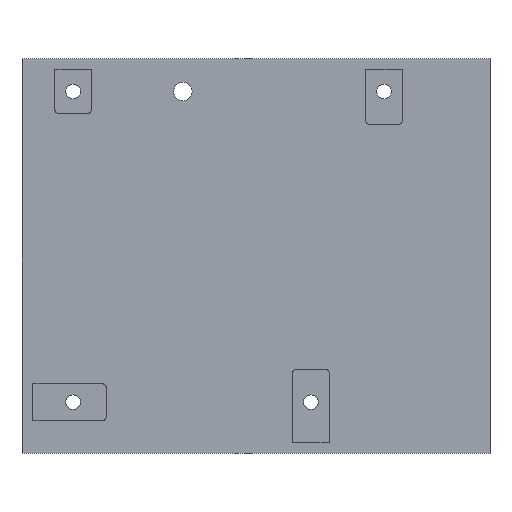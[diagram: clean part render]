
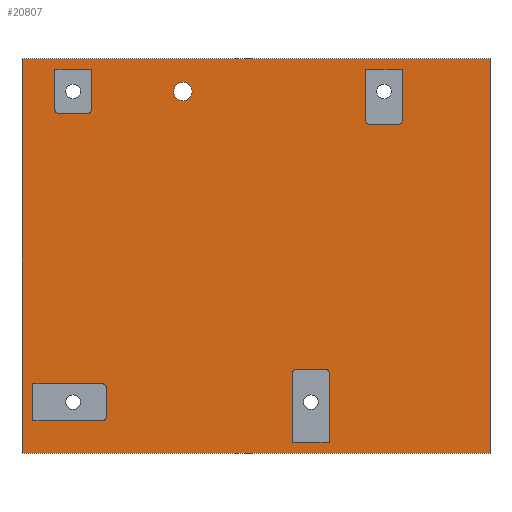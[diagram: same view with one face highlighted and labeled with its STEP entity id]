
A CAD part, top view. The second image highlights one B-rep face of the part: STEP entity #20807.
In plain terms, the highlighted planar face has unit normal (0, 0, 1).
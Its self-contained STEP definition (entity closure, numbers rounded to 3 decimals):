
#117=FACE_BOUND('',#5077,.T.);
#118=FACE_BOUND('',#5078,.T.);
#119=FACE_BOUND('',#5079,.T.);
#120=FACE_BOUND('',#5080,.T.);
#121=FACE_BOUND('',#5081,.T.);
#469=PLANE('',#21225);
#3864=FACE_OUTER_BOUND('',#5076,.T.);
#5076=EDGE_LOOP('',(#19642,#19643,#19644,#19645));
#5077=EDGE_LOOP('',(#19646));
#5078=EDGE_LOOP('',(#19647,#19648,#19649,#19650,#19651,#19652));
#5079=EDGE_LOOP('',(#19653,#19654,#19655,#19656,#19657,#19658));
#5080=EDGE_LOOP('',(#19659,#19660,#19661,#19662,#19663,#19664));
#5081=EDGE_LOOP('',(#19665,#19666,#19667,#19668,#19669,#19670));
#6583=LINE('',#42621,#8149);
#6587=LINE('',#42633,#8153);
#6590=LINE('',#42639,#8156);
#6593=LINE('',#42644,#8159);
#6597=LINE('',#42660,#8163);
#6601=LINE('',#42672,#8167);
#6604=LINE('',#42678,#8170);
#6607=LINE('',#42683,#8173);
#6611=LINE('',#42699,#8177);
#6615=LINE('',#42711,#8181);
#6618=LINE('',#42717,#8184);
#6621=LINE('',#42722,#8187);
#6625=LINE('',#42738,#8191);
#6629=LINE('',#42750,#8195);
#6632=LINE('',#42756,#8198);
#6635=LINE('',#42761,#8201);
#6642=LINE('',#42778,#8208);
#6644=LINE('',#42782,#8210);
#6646=LINE('',#42786,#8212);
#6648=LINE('',#42789,#8214);
#8149=VECTOR('',#23429,10.);
#8153=VECTOR('',#23441,10.);
#8156=VECTOR('',#23446,10.);
#8159=VECTOR('',#23451,10.);
#8163=VECTOR('',#23467,10.);
#8167=VECTOR('',#23479,10.);
#8170=VECTOR('',#23484,10.);
#8173=VECTOR('',#23489,10.);
#8177=VECTOR('',#23505,10.);
#8181=VECTOR('',#23517,10.);
#8184=VECTOR('',#23522,10.);
#8187=VECTOR('',#23527,10.);
#8191=VECTOR('',#23543,10.);
#8195=VECTOR('',#23555,10.);
#8198=VECTOR('',#23560,10.);
#8201=VECTOR('',#23565,10.);
#8208=VECTOR('',#23586,10.);
#8210=VECTOR('',#23590,10.);
#8212=VECTOR('',#23594,10.);
#8214=VECTOR('',#23598,10.);
#8231=CIRCLE('',#21168,2.5);
#8232=CIRCLE('',#21170,1.);
#8234=CIRCLE('',#21174,1.);
#8237=CIRCLE('',#21182,1.);
#8239=CIRCLE('',#21186,1.);
#8242=CIRCLE('',#21194,1.);
#8244=CIRCLE('',#21198,1.);
#8247=CIRCLE('',#21206,1.);
#8249=CIRCLE('',#21210,1.);
#10273=VERTEX_POINT('',#42607);
#10274=VERTEX_POINT('',#42611);
#10275=VERTEX_POINT('',#42612);
#10278=VERTEX_POINT('',#42620);
#10280=VERTEX_POINT('',#42626);
#10282=VERTEX_POINT('',#42632);
#10284=VERTEX_POINT('',#42638);
#10287=VERTEX_POINT('',#42650);
#10288=VERTEX_POINT('',#42651);
#10291=VERTEX_POINT('',#42659);
#10293=VERTEX_POINT('',#42665);
#10295=VERTEX_POINT('',#42671);
#10297=VERTEX_POINT('',#42677);
#10300=VERTEX_POINT('',#42689);
#10301=VERTEX_POINT('',#42690);
#10304=VERTEX_POINT('',#42698);
#10306=VERTEX_POINT('',#42704);
#10308=VERTEX_POINT('',#42710);
#10310=VERTEX_POINT('',#42716);
#10313=VERTEX_POINT('',#42728);
#10314=VERTEX_POINT('',#42729);
#10317=VERTEX_POINT('',#42737);
#10319=VERTEX_POINT('',#42743);
#10321=VERTEX_POINT('',#42749);
#10323=VERTEX_POINT('',#42755);
#10326=VERTEX_POINT('',#42775);
#10327=VERTEX_POINT('',#42777);
#10328=VERTEX_POINT('',#42781);
#10329=VERTEX_POINT('',#42785);
#13358=EDGE_CURVE('',#10273,#10273,#8231,.T.);
#13359=EDGE_CURVE('',#10274,#10275,#8232,.T.);
#13363=EDGE_CURVE('',#10278,#10274,#6583,.T.);
#13366=EDGE_CURVE('',#10280,#10278,#8234,.T.);
#13369=EDGE_CURVE('',#10275,#10282,#6587,.T.);
#13372=EDGE_CURVE('',#10282,#10284,#6590,.T.);
#13375=EDGE_CURVE('',#10284,#10280,#6593,.T.);
#13378=EDGE_CURVE('',#10287,#10288,#8237,.T.);
#13382=EDGE_CURVE('',#10291,#10287,#6597,.T.);
#13385=EDGE_CURVE('',#10293,#10291,#8239,.T.);
#13388=EDGE_CURVE('',#10288,#10295,#6601,.T.);
#13391=EDGE_CURVE('',#10295,#10297,#6604,.T.);
#13394=EDGE_CURVE('',#10297,#10293,#6607,.T.);
#13397=EDGE_CURVE('',#10300,#10301,#8242,.T.);
#13401=EDGE_CURVE('',#10304,#10300,#6611,.T.);
#13404=EDGE_CURVE('',#10306,#10304,#8244,.T.);
#13407=EDGE_CURVE('',#10301,#10308,#6615,.T.);
#13410=EDGE_CURVE('',#10308,#10310,#6618,.T.);
#13413=EDGE_CURVE('',#10310,#10306,#6621,.T.);
#13416=EDGE_CURVE('',#10313,#10314,#8247,.T.);
#13420=EDGE_CURVE('',#10317,#10313,#6625,.T.);
#13423=EDGE_CURVE('',#10319,#10317,#8249,.T.);
#13426=EDGE_CURVE('',#10314,#10321,#6629,.T.);
#13429=EDGE_CURVE('',#10321,#10323,#6632,.T.);
#13432=EDGE_CURVE('',#10323,#10319,#6635,.T.);
#13440=EDGE_CURVE('',#10327,#10326,#6642,.T.);
#13442=EDGE_CURVE('',#10328,#10327,#6644,.T.);
#13444=EDGE_CURVE('',#10329,#10328,#6646,.T.);
#13446=EDGE_CURVE('',#10326,#10329,#6648,.T.);
#19642=ORIENTED_EDGE('',*,*,#13446,.T.);
#19643=ORIENTED_EDGE('',*,*,#13444,.T.);
#19644=ORIENTED_EDGE('',*,*,#13442,.T.);
#19645=ORIENTED_EDGE('',*,*,#13440,.T.);
#19646=ORIENTED_EDGE('',*,*,#13358,.T.);
#19647=ORIENTED_EDGE('',*,*,#13366,.T.);
#19648=ORIENTED_EDGE('',*,*,#13363,.T.);
#19649=ORIENTED_EDGE('',*,*,#13359,.T.);
#19650=ORIENTED_EDGE('',*,*,#13369,.T.);
#19651=ORIENTED_EDGE('',*,*,#13372,.T.);
#19652=ORIENTED_EDGE('',*,*,#13375,.T.);
#19653=ORIENTED_EDGE('',*,*,#13385,.T.);
#19654=ORIENTED_EDGE('',*,*,#13382,.T.);
#19655=ORIENTED_EDGE('',*,*,#13378,.T.);
#19656=ORIENTED_EDGE('',*,*,#13388,.T.);
#19657=ORIENTED_EDGE('',*,*,#13391,.T.);
#19658=ORIENTED_EDGE('',*,*,#13394,.T.);
#19659=ORIENTED_EDGE('',*,*,#13404,.T.);
#19660=ORIENTED_EDGE('',*,*,#13401,.T.);
#19661=ORIENTED_EDGE('',*,*,#13397,.T.);
#19662=ORIENTED_EDGE('',*,*,#13407,.T.);
#19663=ORIENTED_EDGE('',*,*,#13410,.T.);
#19664=ORIENTED_EDGE('',*,*,#13413,.T.);
#19665=ORIENTED_EDGE('',*,*,#13423,.T.);
#19666=ORIENTED_EDGE('',*,*,#13420,.T.);
#19667=ORIENTED_EDGE('',*,*,#13416,.T.);
#19668=ORIENTED_EDGE('',*,*,#13426,.T.);
#19669=ORIENTED_EDGE('',*,*,#13429,.T.);
#19670=ORIENTED_EDGE('',*,*,#13432,.T.);
#20807=ADVANCED_FACE('',(#3864,#117,#118,#119,#120,#121),#469,.T.);
#21168=AXIS2_PLACEMENT_3D('',#42609,#23417,#23418);
#21170=AXIS2_PLACEMENT_3D('',#42613,#23421,#23422);
#21174=AXIS2_PLACEMENT_3D('',#42627,#23434,#23435);
#21182=AXIS2_PLACEMENT_3D('',#42652,#23459,#23460);
#21186=AXIS2_PLACEMENT_3D('',#42666,#23472,#23473);
#21194=AXIS2_PLACEMENT_3D('',#42691,#23497,#23498);
#21198=AXIS2_PLACEMENT_3D('',#42705,#23510,#23511);
#21206=AXIS2_PLACEMENT_3D('',#42730,#23535,#23536);
#21210=AXIS2_PLACEMENT_3D('',#42744,#23548,#23549);
#21225=AXIS2_PLACEMENT_3D('',#42790,#23599,#23600);
#23417=DIRECTION('center_axis',(0.,0.,-1.));
#23418=DIRECTION('ref_axis',(1.,0.,0.));
#23421=DIRECTION('center_axis',(0.,0.,-1.));
#23422=DIRECTION('ref_axis',(0.,-1.,0.));
#23429=DIRECTION('',(-1.,0.,0.));
#23434=DIRECTION('center_axis',(0.,0.,-1.));
#23435=DIRECTION('ref_axis',(1.,0.,0.));
#23441=DIRECTION('',(0.,1.,0.));
#23446=DIRECTION('',(1.,0.,0.));
#23451=DIRECTION('',(0.,-1.,0.));
#23459=DIRECTION('center_axis',(0.,0.,-1.));
#23460=DIRECTION('ref_axis',(0.,-1.,0.));
#23467=DIRECTION('',(-1.,0.,0.));
#23472=DIRECTION('center_axis',(0.,0.,-1.));
#23473=DIRECTION('ref_axis',(1.,0.,0.));
#23479=DIRECTION('',(0.,1.,0.));
#23484=DIRECTION('',(1.,0.,0.));
#23489=DIRECTION('',(0.,-1.,0.));
#23497=DIRECTION('center_axis',(0.,0.,-1.));
#23498=DIRECTION('ref_axis',(0.,1.,0.));
#23505=DIRECTION('',(1.,0.,0.));
#23510=DIRECTION('center_axis',(0.,0.,-1.));
#23511=DIRECTION('ref_axis',(-1.,0.,0.));
#23517=DIRECTION('',(0.,-1.,0.));
#23522=DIRECTION('',(-1.,0.,0.));
#23527=DIRECTION('',(0.,1.,0.));
#23535=DIRECTION('center_axis',(0.,0.,-1.));
#23536=DIRECTION('ref_axis',(1.,0.,0.));
#23543=DIRECTION('',(0.,-1.,0.));
#23548=DIRECTION('center_axis',(0.,0.,-1.));
#23549=DIRECTION('ref_axis',(0.,1.,0.));
#23555=DIRECTION('',(-1.,0.,0.));
#23560=DIRECTION('',(0.,1.,0.));
#23565=DIRECTION('',(1.,0.,0.));
#23586=DIRECTION('',(0.,-1.,0.));
#23590=DIRECTION('',(-1.,0.,0.));
#23594=DIRECTION('',(0.,1.,0.));
#23598=DIRECTION('',(1.,0.,0.));
#23599=DIRECTION('center_axis',(0.,0.,1.));
#23600=DIRECTION('ref_axis',(1.,0.,0.));
#42607=CARTESIAN_POINT('',(37.5,95.,-6.6));
#42609=CARTESIAN_POINT('Origin',(40.,95.,-6.6));
#42611=CARTESIAN_POINT('',(91.,86.,-6.6));
#42612=CARTESIAN_POINT('',(90.,87.,-6.6));
#42613=CARTESIAN_POINT('Origin',(91.,87.,-6.6));
#42620=CARTESIAN_POINT('',(99.,86.,-6.6));
#42621=CARTESIAN_POINT('',(75.5,86.,-6.6));
#42626=CARTESIAN_POINT('',(100.,87.,-6.6));
#42627=CARTESIAN_POINT('Origin',(99.,87.,-6.6));
#42632=CARTESIAN_POINT('',(90.,101.,-6.6));
#42633=CARTESIAN_POINT('',(90.,75.5,-6.6));
#42638=CARTESIAN_POINT('',(100.,101.,-6.6));
#42639=CARTESIAN_POINT('',(80.,101.,-6.6));
#42644=CARTESIAN_POINT('',(100.,68.5,-6.6));
#42650=CARTESIAN_POINT('',(6.,89.,-6.6));
#42651=CARTESIAN_POINT('',(5.,90.,-6.6));
#42652=CARTESIAN_POINT('Origin',(6.,90.,-6.6));
#42659=CARTESIAN_POINT('',(14.,89.,-6.6));
#42660=CARTESIAN_POINT('',(33.,89.,-6.6));
#42665=CARTESIAN_POINT('',(15.,90.,-6.6));
#42666=CARTESIAN_POINT('Origin',(14.,90.,-6.6));
#42671=CARTESIAN_POINT('',(5.,101.,-6.6));
#42672=CARTESIAN_POINT('',(5.,75.5,-6.6));
#42677=CARTESIAN_POINT('',(15.,101.,-6.6));
#42678=CARTESIAN_POINT('',(37.5,101.,-6.6));
#42683=CARTESIAN_POINT('',(15.,70.,-6.6));
#42689=CARTESIAN_POINT('',(79.,19.,-6.6));
#42690=CARTESIAN_POINT('',(80.,18.,-6.6));
#42691=CARTESIAN_POINT('Origin',(79.,18.,-6.6));
#42698=CARTESIAN_POINT('',(71.,19.,-6.6));
#42699=CARTESIAN_POINT('',(69.5,19.,-6.6));
#42704=CARTESIAN_POINT('',(70.,18.,-6.6));
#42705=CARTESIAN_POINT('Origin',(71.,18.,-6.6));
#42710=CARTESIAN_POINT('',(80.,-1.,-6.6));
#42711=CARTESIAN_POINT('',(80.,24.5,-6.6));
#42716=CARTESIAN_POINT('',(70.,-1.,-6.6));
#42717=CARTESIAN_POINT('',(65.,-1.,-6.6));
#42722=CARTESIAN_POINT('',(70.,34.,-6.6));
#42728=CARTESIAN_POINT('',(19.,6.,-6.6));
#42729=CARTESIAN_POINT('',(18.,5.,-6.6));
#42730=CARTESIAN_POINT('Origin',(18.,6.,-6.6));
#42737=CARTESIAN_POINT('',(19.,14.,-6.6));
#42738=CARTESIAN_POINT('',(19.,28.,-6.6));
#42743=CARTESIAN_POINT('',(18.,15.,-6.6));
#42744=CARTESIAN_POINT('Origin',(18.,14.,-6.6));
#42749=CARTESIAN_POINT('',(-1.,5.,-6.6));
#42750=CARTESIAN_POINT('',(29.5,5.,-6.6));
#42755=CARTESIAN_POINT('',(-1.,15.,-6.6));
#42756=CARTESIAN_POINT('',(-1.,32.5,-6.6));
#42761=CARTESIAN_POINT('',(39.,15.,-6.6));
#42775=CARTESIAN_POINT('',(-4.,-4.,-6.6));
#42777=CARTESIAN_POINT('',(-4.,104.,-6.6));
#42778=CARTESIAN_POINT('',(-4.,-4.,-6.6));
#42781=CARTESIAN_POINT('',(124.,104.,-6.6));
#42782=CARTESIAN_POINT('',(-4.,104.,-6.6));
#42785=CARTESIAN_POINT('',(124.,-4.,-6.6));
#42786=CARTESIAN_POINT('',(124.,104.,-6.6));
#42789=CARTESIAN_POINT('',(124.,-4.,-6.6));
#42790=CARTESIAN_POINT('Origin',(60.,50.,-6.6));
